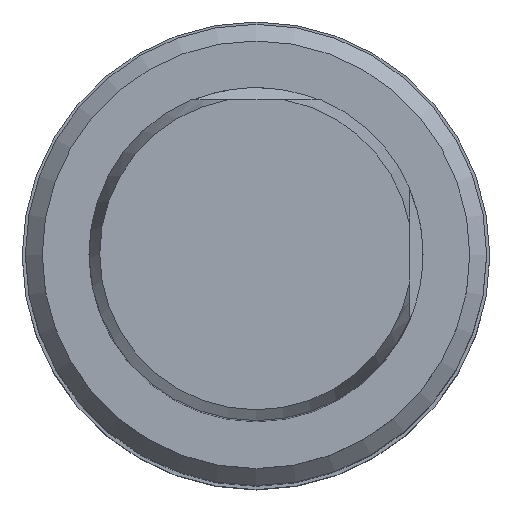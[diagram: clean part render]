
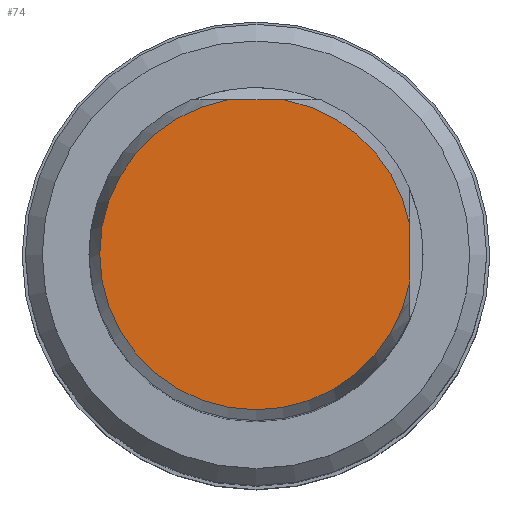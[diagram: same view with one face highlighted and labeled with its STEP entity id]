
A CAD part, top view. The second image highlights one B-rep face of the part: STEP entity #74.
In plain terms, the highlighted planar face has unit normal (0, 0, 1).
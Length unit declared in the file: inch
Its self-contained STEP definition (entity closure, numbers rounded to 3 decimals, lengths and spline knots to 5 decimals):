
#74=ADVANCED_FACE('Unnamed[1]',(#202),#203,.T.);
#92=EDGE_CURVE('Unnamed[1]',#227,#228,#229,.T.);
#108=EDGE_CURVE('Unnamed[1]',#244,#251,#252,.T.);
#164=EDGE_CURVE('Unnamed[1]',#227,#251,#332,.T.);
#168=EDGE_CURVE('Unnamed[1]',#244,#228,#336,.T.);
#202=FACE_OUTER_BOUND('',#366,.T.);
#203=PLANE('',#367);
#227=VERTEX_POINT('',#399);
#228=VERTEX_POINT('',#400);
#229=LINE('',#401,#402);
#244=VERTEX_POINT('',#432);
#251=VERTEX_POINT('',#450);
#252=LINE('',#451,#452);
#332=CIRCLE('',#566,11.69615);
#336=CIRCLE('',#573,11.69615);
#366=EDGE_LOOP('',(#604,#605,#606,#607));
#367=AXIS2_PLACEMENT_3D('',#608,#609,#610);
#399=CARTESIAN_POINT('',(2.13307,11.5,0.0));
#400=CARTESIAN_POINT('',(-2.13307,11.5,0.0));
#401=CARTESIAN_POINT('',(0.,11.5,0.));
#402=VECTOR('',#649,1.0);
#432=CARTESIAN_POINT('',(11.5,-2.13307,0.0));
#450=CARTESIAN_POINT('',(11.5,2.13307,0.0));
#451=CARTESIAN_POINT('',(11.5,-2.92404,0.));
#452=VECTOR('',#666,1.0);
#566=AXIS2_PLACEMENT_3D('',#750,#751,#752);
#573=AXIS2_PLACEMENT_3D('',#754,#755,#756);
#604=ORIENTED_EDGE('',*,*,#92,.T.);
#605=ORIENTED_EDGE('',*,*,#168,.F.);
#606=ORIENTED_EDGE('',*,*,#108,.T.);
#607=ORIENTED_EDGE('',*,*,#164,.F.);
#608=CARTESIAN_POINT('',(0.,-5.84808,0.));
#609=DIRECTION('',(0.,0.,1.0));
#610=DIRECTION('',(0.,1.0,0.));
#649=DIRECTION('',(-1.0,0.,0.));
#666=DIRECTION('',(0.,1.0,0.));
#750=CARTESIAN_POINT('',(0.0,0.0,0.0));
#751=DIRECTION('',(0.,0.,-1.0));
#752=DIRECTION('',(0.,-1.0,0.));
#754=CARTESIAN_POINT('',(0.0,0.0,0.0));
#755=DIRECTION('',(0.,0.,-1.0));
#756=DIRECTION('',(0.,-1.0,0.));
